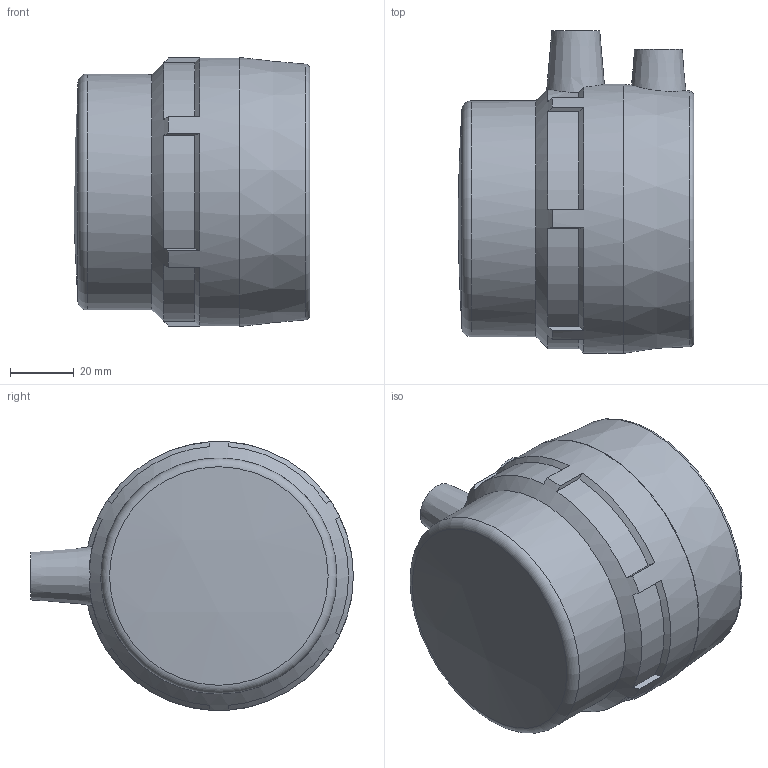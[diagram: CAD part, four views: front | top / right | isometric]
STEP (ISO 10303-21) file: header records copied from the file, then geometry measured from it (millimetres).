
FILE_DESCRIPTION(/* description */ ('PLASSON WELDING CAP FOR TAPPING SADDLE TYPE-A'),/* implementation_level */ '2;1');
FILE_NAME(/* name */ '498304057.ipt.stp',/* time_stamp */ '2017-11-06T09:20:55+02:00',/* author */ ('KIM'),/* organization */ (''),/* preprocessor_version */ 'ST-DEVELOPER v15.6',/* originating_system */ 'Autodesk Inventor 2015',/* authorisation */ '');
FILE_SCHEMA (('AUTOMOTIVE_DESIGN { 1 0 10303 214 3 1 1 }'));
Length unit declared in the file: millimetre
Products named in the file (1): 498304057
Bounding box: 73.86 x 101.18 x 84.36 mm (x, y, z)
Volume: 208221.5 mm3; surface area: 42228.1 mm2
Topology: 1 solids, 1 shells, 59 faces, 142 edges, 91 vertices
Faces by surface type: plane 21, cylinder 17, cone 14, torus 6, sphere 1
Full cylindrical faces by diameter (mm): 4 x2, 10 x2, 53.01 x1, 55.955 x1, 58.9 x2, 74 x1, 84.36 x1
Entity records: 1615 total; most frequent: CARTESIAN_POINT 391, DIRECTION 256, ORIENTED_EDGE 222, AXIS2_PLACEMENT_3D 116, EDGE_CURVE 111, EDGE_LOOP 89, VERTEX_POINT 84, FACE_OUTER_BOUND 59
